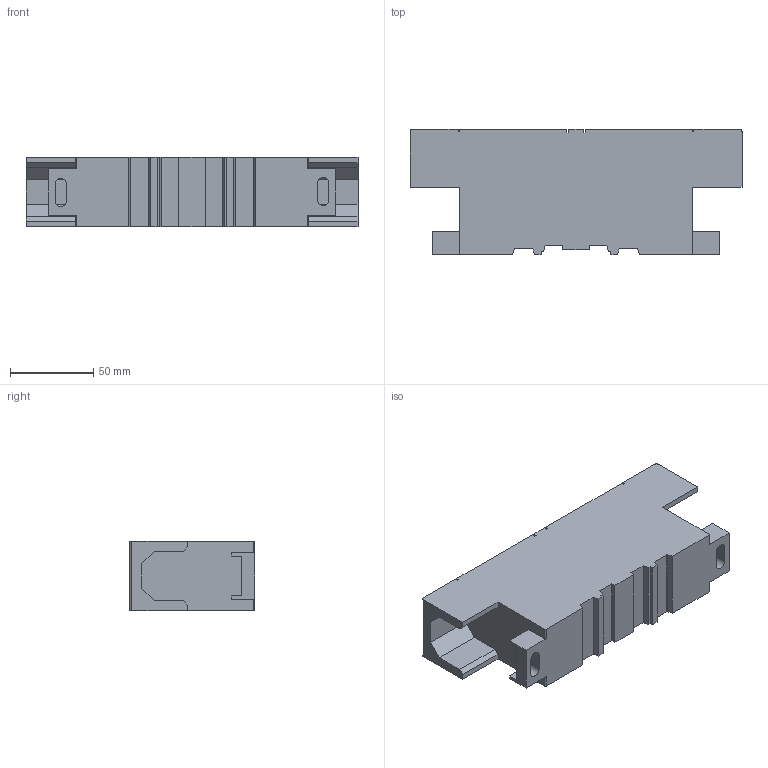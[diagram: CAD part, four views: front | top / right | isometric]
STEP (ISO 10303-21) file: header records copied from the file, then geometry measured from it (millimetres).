
FILE_DESCRIPTION((''),'2;1');
FILE_NAME('GPM_150_BB_FIX_GR_ASM','2022-09-21T14:09:18',('klemen.sitar'),('Audax d.o.o.'),'CREO PARAMETRIC BY PTC INC, 2021304','CREO PARAMETRIC BY PTC INC, 2021304','');
FILE_SCHEMA(('AP242_MANAGED_MODEL_BASED_3D_ENGINEERING_MIM_LF { 1 0 10303 442 1 1 4 }'));
Length unit declared in the file: millimetre
Products named in the file (2): GPM_150_BB_FIX_GR-30560; GPM_150_BB_FIX_GR_ASM
Assembly tree (1 placements, depth 2):
  GPM_150_BB_FIX_GR_ASM
    GPM_150_BB_FIX_GR-30560
Bounding box: 200 x 75.5 x 42 mm (x, y, z)
Volume: 480809.6 mm3; surface area: 55545.4 mm2
Topology: 1 solids, 1 shells, 94 faces, 280 edges, 188 vertices
Faces by surface type: plane 82, cylinder 12
Entity records: 4960 total; most frequent: CARTESIAN_POINT 570, ORIENTED_EDGE 560, DIRECTION 504, PRESENTATION_STYLE_ASSIGNMENT 377, STYLED_ITEM 377, CURVE_STYLE 282, EDGE_CURVE 280, VECTOR 252
